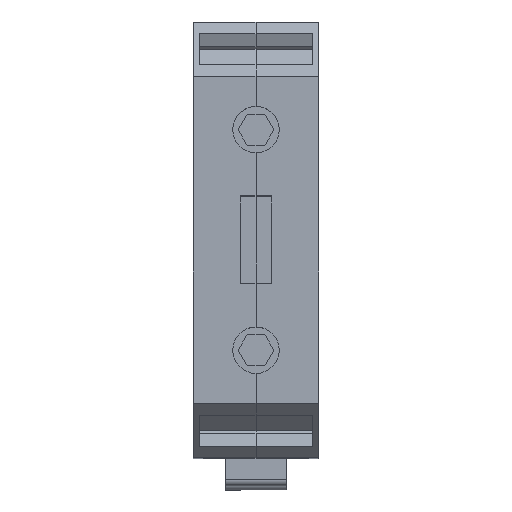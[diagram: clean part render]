
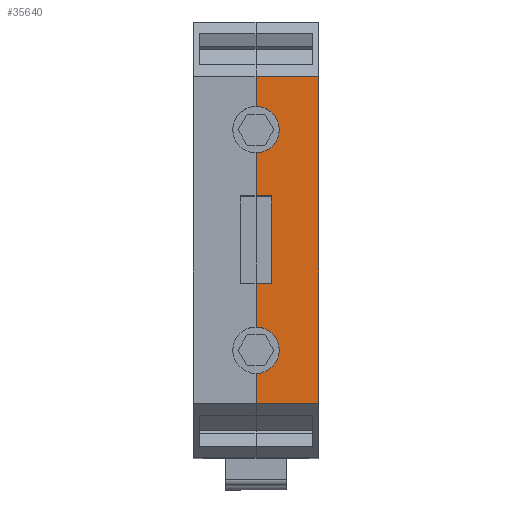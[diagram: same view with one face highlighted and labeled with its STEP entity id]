
A CAD part, top view. The second image highlights one B-rep face of the part: STEP entity #35640.
In plain terms, the highlighted face is planar.
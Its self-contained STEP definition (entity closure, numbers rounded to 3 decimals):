
#2070=CARTESIAN_POINT('',(1.2,7.,
0.05));
#2080=VERTEX_POINT('',#2070);
#2110=CARTESIAN_POINT('',(0.,7.,
0.05));
#2120=DIRECTION('',(-1.,0.,0.));
#2130=VECTOR('',#2120,1.);
#2140=LINE('',#2110,#2130);
#2150=CARTESIAN_POINT('',(-51.6,7.,
0.05));
#2160=VERTEX_POINT('',#2150);
#2170=EDGE_CURVE('',#2080,#2160,#2140,.T.);
#20930=CARTESIAN_POINT('',(-18.1,7.,
-10.1));
#20940=VERTEX_POINT('',#20930);
#20990=CARTESIAN_POINT('',(-18.1,7.,4.8));
#21000=DIRECTION('',(0.,0.,1.));
#21010=VECTOR('',#21000,1.);
#21020=LINE('',#20990,#21010);
#24910=CARTESIAN_POINT('',(-32.3,7.,
4.8));
#24920=DIRECTION('',(0.,0.,-1.));
#24930=VECTOR('',#24920,1.);
#24940=LINE('',#24910,#24930);
#24950=CARTESIAN_POINT('',(-32.3,7.,-7.6));
#24960=VERTEX_POINT('',#24950);
#24970=CARTESIAN_POINT('',(-32.3,7.,
-10.1));
#24980=VERTEX_POINT('',#24970);
#24990=EDGE_CURVE('',#24960,#24980,#24940,.T.);
#31500=CARTESIAN_POINT('',(1.2,7.,
-10.1));
#31510=VERTEX_POINT('',#31500);
#31540=CARTESIAN_POINT('',(1.2,7.,
4.8));
#31550=DIRECTION('',(0.,0.,1.));
#31560=VECTOR('',#31550,1.);
#31570=LINE('',#31540,#31560);
#31580=EDGE_CURVE('',#31510,#2080,#31570,.T.);
#35020=CARTESIAN_POINT('',(-51.6,7.,
-20.25));
#35030=DIRECTION('',(0.,1.,0.));
#35040=DIRECTION('',(-1.,0.,0.));
#35050=AXIS2_PLACEMENT_3D('',#35020,#35030,#35040);
#35060=PLANE('',#35050);
#35070=CARTESIAN_POINT('',(0.,7.,-10.1));
#35080=DIRECTION('',(1.,0.,0.));
#35090=VECTOR('',#35080,1.);
#35100=LINE('',#35070,#35090);
#35110=CARTESIAN_POINT('',(-3.65,7.,
-10.1));
#35120=VERTEX_POINT('',#35110);
#35130=EDGE_CURVE('',#35120,#31510,#35100,.T.);
#35140=ORIENTED_EDGE('',*,*,#35130,.T.);
#35150=CARTESIAN_POINT('',(-7.4,7.,
-10.1));
#35160=DIRECTION('',(0.,-1.,0.));
#35170=DIRECTION('',(-1.,0.,0.));
#35180=AXIS2_PLACEMENT_3D('',#35150,#35160,#35170);
#35190=CIRCLE('',#35180,3.75);
#35200=CARTESIAN_POINT('',(-11.15,7.,-10.1));
#35210=VERTEX_POINT('',#35200);
#35220=EDGE_CURVE('',#35120,#35210,#35190,.T.);
#35230=ORIENTED_EDGE('',*,*,#35220,.F.);
#35240=EDGE_CURVE('',#20940,#35210,#35100,.T.);
#35250=ORIENTED_EDGE('',*,*,#35240,.T.);
#35260=CARTESIAN_POINT('',(-18.1,7.,
-7.6));
#35270=VERTEX_POINT('',#35260);
#35280=EDGE_CURVE('',#20940,#35270,#21020,.T.);
#35290=ORIENTED_EDGE('',*,*,#35280,.F.);
#35300=CARTESIAN_POINT('',(0.,7.,
-7.6));
#35310=DIRECTION('',(-1.,0.,0.));
#35320=VECTOR('',#35310,1.);
#35330=LINE('',#35300,#35320);
#35340=EDGE_CURVE('',#35270,#24960,#35330,.T.);
#35350=ORIENTED_EDGE('',*,*,#35340,.F.);
#35360=ORIENTED_EDGE('',*,*,#24990,.F.);
#35370=CARTESIAN_POINT('',(-39.25,7.,
-10.1));
#35380=VERTEX_POINT('',#35370);
#35390=EDGE_CURVE('',#35380,#24980,#35100,.T.);
#35400=ORIENTED_EDGE('',*,*,#35390,.T.);
#35410=CARTESIAN_POINT('',(-43.,7.,
-10.1));
#35420=DIRECTION('',(0.,-1.,0.));
#35430=DIRECTION('',(-1.,0.,0.));
#35440=AXIS2_PLACEMENT_3D('',#35410,#35420,#35430);
#35450=CIRCLE('',#35440,3.75);
#35460=CARTESIAN_POINT('',(-46.75,7.,
-10.1));
#35470=VERTEX_POINT('',#35460);
#35480=EDGE_CURVE('',#35380,#35470,#35450,.T.);
#35490=ORIENTED_EDGE('',*,*,#35480,.F.);
#35500=CARTESIAN_POINT('',(-51.6,7.,
-10.1));
#35510=VERTEX_POINT('',#35500);
#35520=EDGE_CURVE('',#35510,#35470,#35100,.T.);
#35530=ORIENTED_EDGE('',*,*,#35520,.T.);
#35540=CARTESIAN_POINT('',(-51.6,7.,
4.8));
#35550=DIRECTION('',(0.,0.,1.));
#35560=VECTOR('',#35550,1.);
#35570=LINE('',#35540,#35560);
#35580=EDGE_CURVE('',#35510,#2160,#35570,.T.);
#35590=ORIENTED_EDGE('',*,*,#35580,.F.);
#35600=ORIENTED_EDGE('',*,*,#2170,.T.);
#35610=ORIENTED_EDGE('',*,*,#31580,.T.);
#35620=EDGE_LOOP('',(#35610,#35600,#35590,#35530,#35490,#35400,#35360,
#35350,#35290,#35250,#35230,#35140));
#35630=FACE_OUTER_BOUND('',#35620,.T.);
#35640=ADVANCED_FACE('',(#35630),#35060,.F.);
